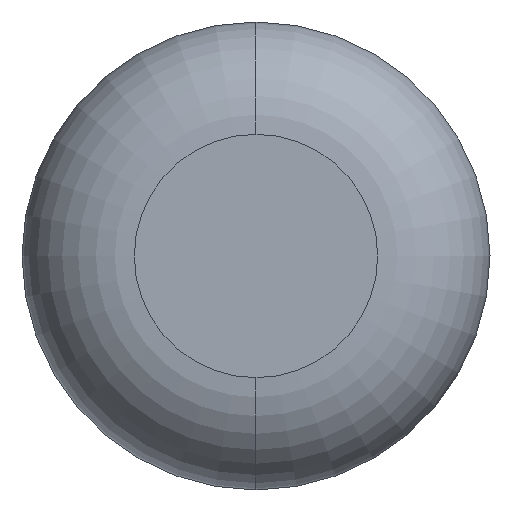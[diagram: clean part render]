
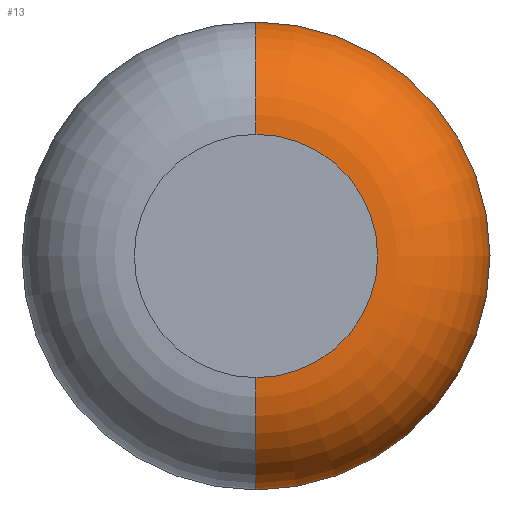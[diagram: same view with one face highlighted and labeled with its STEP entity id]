
A CAD part, front view. The second image highlights one B-rep face of the part: STEP entity #13.
In plain terms, the highlighted toroidal (fillet/blend) face has major radius 0.826 mm and minor radius 0.762 mm.
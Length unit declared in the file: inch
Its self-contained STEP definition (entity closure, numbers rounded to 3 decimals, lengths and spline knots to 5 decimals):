
#13 = ADVANCED_FACE ( 'NONE', ( #394 ), #44, .T. ) ;
#22 = ORIENTED_EDGE ( 'NONE', *, *, #511, .F. ) ;
#38 = VERTEX_POINT ( 'NONE', #514 ) ;
#41 = DIRECTION ( 'NONE',  ( 0., 0., -1. ) ) ;
#44 = TOROIDAL_SURFACE ( 'NONE', #157, 0.0325, 0.03 ) ;
#50 = VERTEX_POINT ( 'NONE', #308 ) ;
#54 = VERTEX_POINT ( 'NONE', #87 ) ;
#75 = DIRECTION ( 'NONE',  ( 0., 0., 1. ) ) ;
#86 = DIRECTION ( 'NONE',  ( 0., -1., 0. ) ) ;
#87 = CARTESIAN_POINT ( 'NONE',  ( 0., 0., 0.0325 ) ) ;
#104 = CARTESIAN_POINT ( 'NONE',  ( 0., 0.03, 0. ) ) ;
#127 = DIRECTION ( 'NONE',  ( 0., 0., -1. ) ) ;
#151 = CIRCLE ( 'NONE', #353, 0.03 ) ;
#154 = EDGE_CURVE ( 'NONE', #330, #38, #493, .T. ) ;
#157 = AXIS2_PLACEMENT_3D ( 'NONE', #104, #341, #266 ) ;
#182 = CIRCLE ( 'NONE', #198, 0.03 ) ;
#198 = AXIS2_PLACEMENT_3D ( 'NONE', #207, #381, #127 ) ;
#203 = AXIS2_PLACEMENT_3D ( 'NONE', #257, #296, #468 ) ;
#207 = CARTESIAN_POINT ( 'NONE',  ( 0., 0.03, 0.0325 ) ) ;
#236 = CARTESIAN_POINT ( 'NONE',  ( 0., 0.03, -0.0325 ) ) ;
#247 = ORIENTED_EDGE ( 'NONE', *, *, #154, .T. ) ;
#257 = CARTESIAN_POINT ( 'NONE',  ( 0., 0.03, 0. ) ) ;
#266 = DIRECTION ( 'NONE',  ( 0., 0., -1. ) ) ;
#296 = DIRECTION ( 'NONE',  ( 0., -1., 0. ) ) ;
#308 = CARTESIAN_POINT ( 'NONE',  ( 0., 0., -0.0325 ) ) ;
#330 = VERTEX_POINT ( 'NONE', #492 ) ;
#341 = DIRECTION ( 'NONE',  ( 0., -1., 0. ) ) ;
#353 = AXIS2_PLACEMENT_3D ( 'NONE', #236, #539, #75 ) ;
#379 = AXIS2_PLACEMENT_3D ( 'NONE', #469, #86, #41 ) ;
#381 = DIRECTION ( 'NONE',  ( 1., 0., 0. ) ) ;
#392 = ORIENTED_EDGE ( 'NONE', *, *, #439, .F. ) ;
#394 = FACE_OUTER_BOUND ( 'NONE', #416, .T. ) ;
#416 = EDGE_LOOP ( 'NONE', ( #247, #431, #22, #392 ) ) ;
#431 = ORIENTED_EDGE ( 'NONE', *, *, #500, .T. ) ;
#439 = EDGE_CURVE ( 'NONE', #330, #50, #151, .T. ) ;
#468 = DIRECTION ( 'NONE',  ( 0., 0., -1. ) ) ;
#469 = CARTESIAN_POINT ( 'NONE',  ( 0., 0., 0. ) ) ;
#492 = CARTESIAN_POINT ( 'NONE',  ( 0., 0.03, -0.0625 ) ) ;
#493 = CIRCLE ( 'NONE', #203, 0.0625 ) ;
#500 = EDGE_CURVE ( 'NONE', #38, #54, #182, .T. ) ;
#511 = EDGE_CURVE ( 'NONE', #50, #54, #535, .T. ) ;
#514 = CARTESIAN_POINT ( 'NONE',  ( 0., 0.03, 0.0625 ) ) ;
#535 = CIRCLE ( 'NONE', #379, 0.0325 ) ;
#539 = DIRECTION ( 'NONE',  ( -1., 0., 0. ) ) ;
